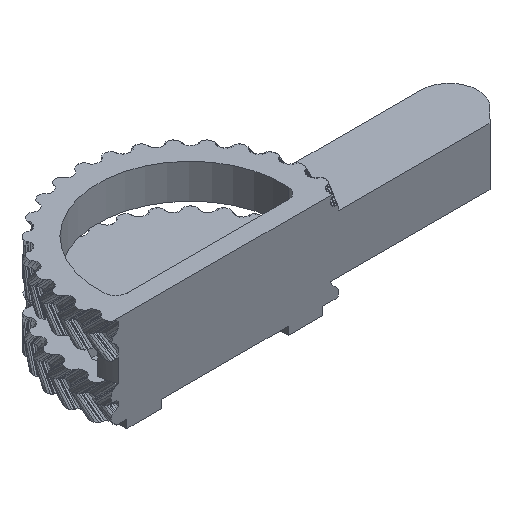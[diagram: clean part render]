
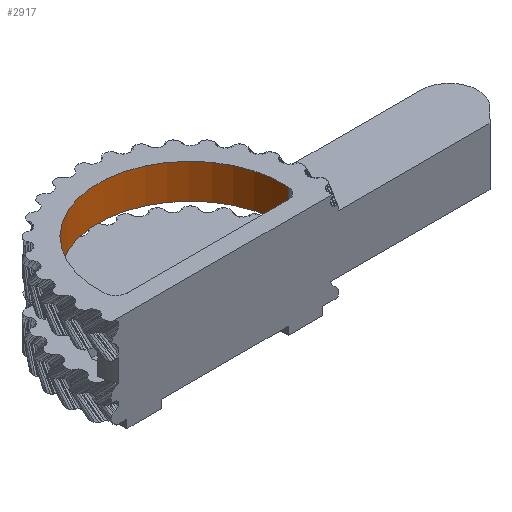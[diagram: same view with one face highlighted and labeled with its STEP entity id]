
A CAD part, isometric view. The second image highlights one B-rep face of the part: STEP entity #2917.
In plain terms, the highlighted cylindrical face has radius 40 mm (diameter 80 mm), a partial arc.
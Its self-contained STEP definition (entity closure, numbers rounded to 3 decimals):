
#2815=CARTESIAN_POINT('',(39.898,-2.857,20.));
#2816=VERTEX_POINT('',#2815);
#2826=CARTESIAN_POINT('',(39.898,-2.857,5.));
#2827=VERTEX_POINT('',#2826);
#2828=CARTESIAN_POINT('',(39.898,-2.857,5.));
#2829=DIRECTION('',(0.0,0.0,1.0));
#2830=VECTOR('',#2829,15.);
#2831=LINE('',#2828,#2830);
#2832=EDGE_CURVE('',#2827,#2816,#2831,.T.);
#2859=CARTESIAN_POINT('',(-39.898,-2.857,20.));
#2860=VERTEX_POINT('',#2859);
#2876=CARTESIAN_POINT('',(-39.898,-2.857,5.));
#2877=VERTEX_POINT('',#2876);
#2885=CARTESIAN_POINT('',(-39.898,-2.857,5.));
#2886=DIRECTION('',(0.0,0.0,1.0));
#2887=VECTOR('',#2886,15.);
#2888=LINE('',#2885,#2887);
#2889=EDGE_CURVE('',#2877,#2860,#2888,.T.);
#2894=CARTESIAN_POINT('',(0.0,0.0,0.0));
#2895=DIRECTION('',(0.0,0.0,1.0));
#2896=DIRECTION('',(0.997,-0.071,0.0));
#2897=AXIS2_PLACEMENT_3D('',#2894,#2895,#2896);
#2898=CYLINDRICAL_SURFACE('',#2897,40.);
#2899=CARTESIAN_POINT('',(0.0,0.0,20.));
#2900=DIRECTION('',(0.0,0.0,-1.0));
#2901=DIRECTION('',(0.997,-0.071,0.0));
#2902=AXIS2_PLACEMENT_3D('',#2899,#2900,#2901);
#2903=CIRCLE('',#2902,40.0);
#2904=EDGE_CURVE('',#2860,#2816,#2903,.T.);
#2905=ORIENTED_EDGE('',*,*,#2904,.F.);
#2906=ORIENTED_EDGE('',*,*,#2889,.F.);
#2907=CARTESIAN_POINT('',(0.0,0.0,5.));
#2908=DIRECTION('',(0.0,0.0,1.0));
#2909=DIRECTION('',(0.997,-0.071,0.0));
#2910=AXIS2_PLACEMENT_3D('',#2907,#2908,#2909);
#2911=CIRCLE('',#2910,40.0);
#2912=EDGE_CURVE('',#2827,#2877,#2911,.T.);
#2913=ORIENTED_EDGE('',*,*,#2912,.F.);
#2914=ORIENTED_EDGE('',*,*,#2832,.T.);
#2915=EDGE_LOOP('',(#2905,#2906,#2913,#2914));
#2916=FACE_OUTER_BOUND('',#2915,.T.);
#2917=ADVANCED_FACE('',(#2916),#2898,.F.);
